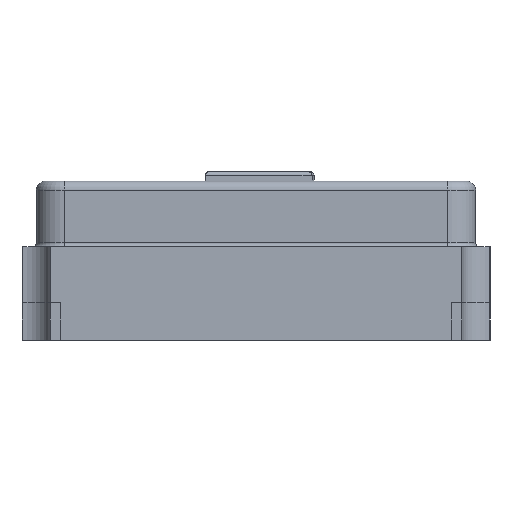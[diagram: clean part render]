
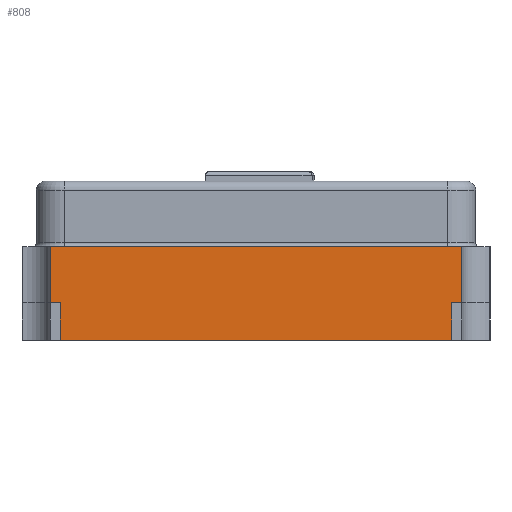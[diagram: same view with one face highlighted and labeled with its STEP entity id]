
A CAD part, left-side view. The second image highlights one B-rep face of the part: STEP entity #808.
In plain terms, the highlighted planar face has unit normal (-1, 0, 0).
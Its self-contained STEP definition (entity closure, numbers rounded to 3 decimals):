
#808=ADVANCED_FACE('',(#3740),#3742,.T.);
#3740=FACE_BOUND('',#3741,.T.);
#3741=EDGE_LOOP('',(#13572,#13573,#13574,#13575,#13576,#13577,#13578,#13579));
#3742=PLANE('',#3743);
#3743=AXIS2_PLACEMENT_3D('',#3744,#3745,#3746);
#3744=CARTESIAN_POINT('',(-1.65,1.25,0.));
#3745=DIRECTION('',(-1.,0.,0.));
#3746=DIRECTION('',(0.,-1.,0.));
#13572=ORIENTED_EDGE('',*,*,#15351,.T.);
#13573=ORIENTED_EDGE('',*,*,#15352,.T.);
#13574=ORIENTED_EDGE('',*,*,#15353,.T.);
#13575=ORIENTED_EDGE('',*,*,#15354,.T.);
#13576=ORIENTED_EDGE('',*,*,#15355,.T.);
#13577=ORIENTED_EDGE('',*,*,#15289,.F.);
#13578=ORIENTED_EDGE('',*,*,#15350,.T.);
#13579=ORIENTED_EDGE('',*,*,#15356,.T.);
#15289=EDGE_CURVE('',#16301,#16303,#16304,.T.);
#15350=EDGE_CURVE('',#16301,#16418,#16420,.F.);
#15351=EDGE_CURVE('',#16421,#16422,#16423,.T.);
#15352=EDGE_CURVE('',#16422,#16424,#16425,.T.);
#15353=EDGE_CURVE('',#16424,#16426,#16427,.F.);
#15354=EDGE_CURVE('',#16426,#16428,#16429,.T.);
#15355=EDGE_CURVE('',#16428,#16303,#16430,.T.);
#15356=EDGE_CURVE('',#16418,#16421,#16431,.T.);
#16301=VERTEX_POINT('',#18183);
#16303=VERTEX_POINT('',#18188);
#16304=LINE('',#18189,#18190);
#16418=VERTEX_POINT('',#18426);
#16420=LINE('',#18431,#18432);
#16421=VERTEX_POINT('',#18434);
#16422=VERTEX_POINT('',#18435);
#16423=LINE('',#18436,#18437);
#16424=VERTEX_POINT('',#18439);
#16425=LINE('',#18440,#18441);
#16426=VERTEX_POINT('',#18443);
#16427=LINE('',#18444,#18445);
#16428=VERTEX_POINT('',#18447);
#16429=LINE('',#18448,#18449);
#16430=LINE('',#18451,#18452);
#16431=LINE('',#18454,#18455);
#18183=CARTESIAN_POINT('',(-1.65,1.1,0.5));
#18188=CARTESIAN_POINT('',(-1.65,-1.1,0.5));
#18189=CARTESIAN_POINT('',(-1.65,1.1,0.5));
#18190=VECTOR('',#18191,1.);
#18191=DIRECTION('',(0.,-1.,0.));
#18426=CARTESIAN_POINT('',(-1.65,1.1,0.2));
#18431=CARTESIAN_POINT('',(-1.65,1.1,0.2));
#18432=VECTOR('',#18433,1.);
#18433=DIRECTION('',(0.,0.,1.));
#18434=CARTESIAN_POINT('',(-1.65,1.044,0.2));
#18435=CARTESIAN_POINT('',(-1.65,1.044,0.));
#18436=CARTESIAN_POINT('',(-1.65,1.044,0.2));
#18437=VECTOR('',#18438,1.);
#18438=DIRECTION('',(0.,0.,-1.));
#18439=CARTESIAN_POINT('',(-1.65,-1.044,0.));
#18440=CARTESIAN_POINT('',(-1.65,1.044,0.));
#18441=VECTOR('',#18442,1.);
#18442=DIRECTION('',(0.,-1.,0.));
#18443=CARTESIAN_POINT('',(-1.65,-1.044,0.2));
#18444=CARTESIAN_POINT('',(-1.65,-1.044,0.2));
#18445=VECTOR('',#18446,1.);
#18446=DIRECTION('',(0.,0.,-1.));
#18447=CARTESIAN_POINT('',(-1.65,-1.1,0.2));
#18448=CARTESIAN_POINT('',(-1.65,-1.044,0.2));
#18449=VECTOR('',#18450,1.);
#18450=DIRECTION('',(0.,-1.,0.));
#18451=CARTESIAN_POINT('',(-1.65,-1.1,0.2));
#18452=VECTOR('',#18453,1.);
#18453=DIRECTION('',(0.,0.,1.));
#18454=CARTESIAN_POINT('',(-1.65,1.1,0.2));
#18455=VECTOR('',#18456,1.);
#18456=DIRECTION('',(0.,-1.,0.));
